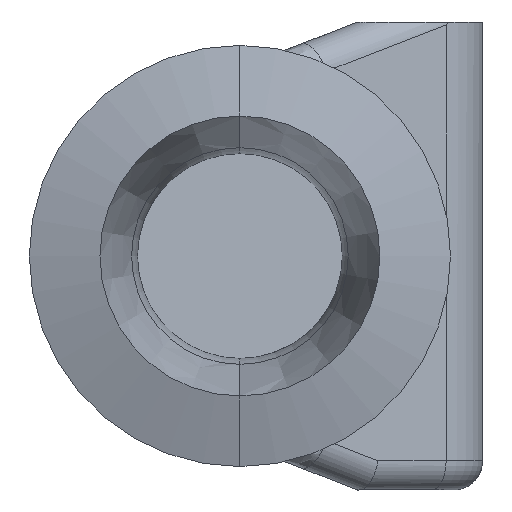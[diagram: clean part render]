
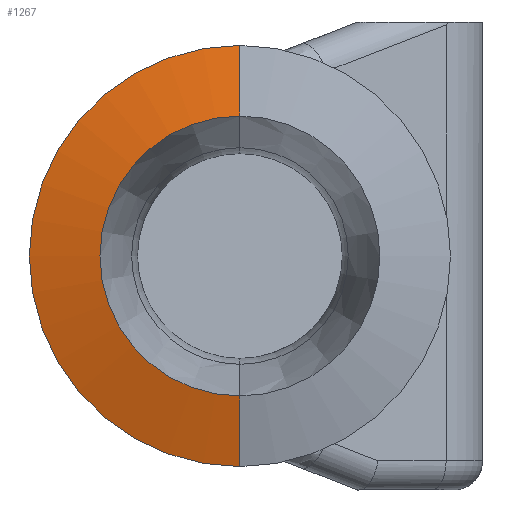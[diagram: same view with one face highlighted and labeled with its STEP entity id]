
A CAD part, left-side view. The second image highlights one B-rep face of the part: STEP entity #1267.
In plain terms, the highlighted conical face has half-angle 75 degrees and reference radius 7.2 mm.
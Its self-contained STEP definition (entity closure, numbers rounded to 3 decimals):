
#10 = DIRECTION ( 'NONE',  ( 0.259, 0., -0.966 ) ) ;
#19 = VERTEX_POINT ( 'NONE', #175 ) ;
#38 = CARTESIAN_POINT ( 'NONE',  ( 88.18, 0., 0. ) ) ;
#39 = CIRCLE ( 'NONE', #659, 4.785 ) ;
#42 = VECTOR ( 'NONE', #850, 1000. ) ;
#114 = VERTEX_POINT ( 'NONE', #432 ) ;
#118 = CARTESIAN_POINT ( 'NONE',  ( 88.827, 0., 0. ) ) ;
#175 = CARTESIAN_POINT ( 'NONE',  ( 88.18, 0., -4.785 ) ) ;
#278 = DIRECTION ( 'NONE',  ( 1., 0., 0. ) ) ;
#311 = AXIS2_PLACEMENT_3D ( 'NONE', #718, #1014, #1253 ) ;
#330 = EDGE_LOOP ( 'NONE', ( #689, #961, #839, #1101 ) ) ;
#338 = CIRCLE ( 'NONE', #311, 7.2 ) ;
#420 = CARTESIAN_POINT ( 'NONE',  ( 88.827, 0., -7.2 ) ) ;
#432 = CARTESIAN_POINT ( 'NONE',  ( 88.827, 0., 7.2 ) ) ;
#468 = VECTOR ( 'NONE', #10, 1000. ) ;
#488 = LINE ( 'NONE', #1616, #42 ) ;
#524 = DIRECTION ( 'NONE',  ( 0., 0., -1. ) ) ;
#528 = LINE ( 'NONE', #420, #468 ) ;
#561 = CARTESIAN_POINT ( 'NONE',  ( 88.827, 0., -7.2 ) ) ;
#591 = CARTESIAN_POINT ( 'NONE',  ( 88.18, 0., 4.785 ) ) ;
#659 = AXIS2_PLACEMENT_3D ( 'NONE', #38, #1559, #1422 ) ;
#689 = ORIENTED_EDGE ( 'NONE', *, *, #990, .T. ) ;
#718 = CARTESIAN_POINT ( 'NONE',  ( 88.827, 0., 0. ) ) ;
#790 = EDGE_CURVE ( 'NONE', #1063, #114, #338, .T. ) ;
#824 = AXIS2_PLACEMENT_3D ( 'NONE', #118, #278, #524 ) ;
#839 = ORIENTED_EDGE ( 'NONE', *, *, #790, .F. ) ;
#850 = DIRECTION ( 'NONE',  ( 0.259, 0., 0.966 ) ) ;
#961 = ORIENTED_EDGE ( 'NONE', *, *, #1473, .T. ) ;
#990 = EDGE_CURVE ( 'NONE', #19, #1109, #39, .T. ) ;
#1014 = DIRECTION ( 'NONE',  ( 1., 0., 0. ) ) ;
#1063 = VERTEX_POINT ( 'NONE', #561 ) ;
#1101 = ORIENTED_EDGE ( 'NONE', *, *, #1523, .F. ) ;
#1109 = VERTEX_POINT ( 'NONE', #591 ) ;
#1253 = DIRECTION ( 'NONE',  ( 0., 0., -1. ) ) ;
#1267 = ADVANCED_FACE ( 'NONE', ( #1524 ), #1326, .T. ) ;
#1326 = CONICAL_SURFACE ( 'NONE', #824, 7.2, 1.309 ) ;
#1422 = DIRECTION ( 'NONE',  ( 0., 0., -1. ) ) ;
#1473 = EDGE_CURVE ( 'NONE', #1109, #114, #488, .T. ) ;
#1523 = EDGE_CURVE ( 'NONE', #19, #1063, #528, .T. ) ;
#1524 = FACE_OUTER_BOUND ( 'NONE', #330, .T. ) ;
#1559 = DIRECTION ( 'NONE',  ( 1., 0., 0. ) ) ;
#1616 = CARTESIAN_POINT ( 'NONE',  ( 88.827, 0., 7.2 ) ) ;
